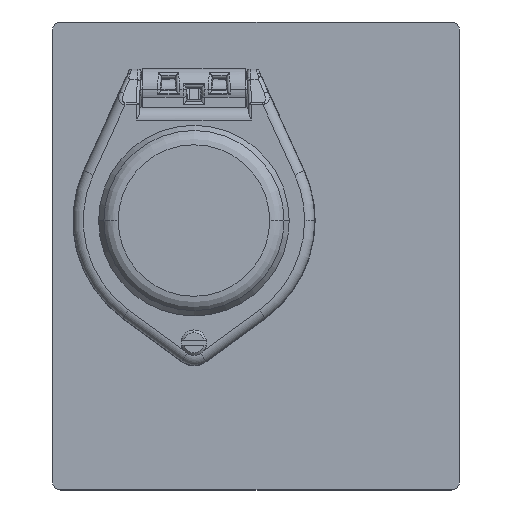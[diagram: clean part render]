
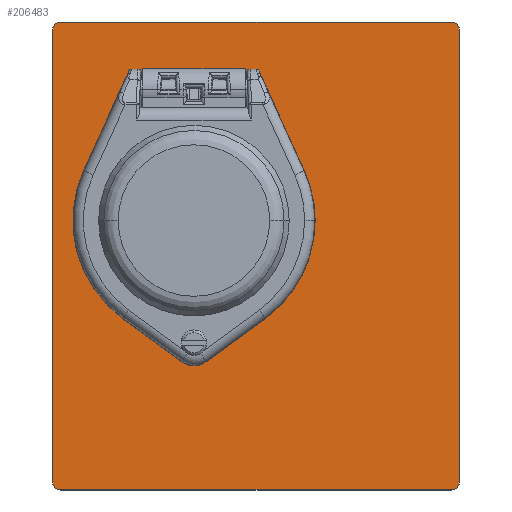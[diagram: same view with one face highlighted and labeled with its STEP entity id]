
A CAD part, top view. The second image highlights one B-rep face of the part: STEP entity #206483.
In plain terms, the highlighted planar face has unit normal (0, 0, 1).
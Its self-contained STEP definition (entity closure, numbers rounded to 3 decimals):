
#12816 = VERTEX_POINT ( 'NONE', #306775 ) ;
#24577 = VERTEX_POINT ( 'NONE', #142991 ) ;
#26875 = CARTESIAN_POINT ( 'NONE',  ( -98.722, 14.688, 1.524 ) ) ;
#34970 = DIRECTION ( 'NONE',  ( 0., -1., 0. ) ) ;
#35029 = FACE_BOUND ( 'NONE', #467177, .T. ) ;
#36311 = EDGE_CURVE ( 'NONE', #357959, #275801, #365679, .T. ) ;
#64860 = CARTESIAN_POINT ( 'NONE',  ( -97.605, 131.528, 1.524 ) ) ;
#78837 = B_SPLINE_CURVE_WITH_KNOTS ( 'NONE', 3,
 ( #161499, #338820, #117928, #295214 ),
 .UNSPECIFIED., .F., .F.,
 ( 4, 4 ),
 ( 0., 1. ),
 .UNSPECIFIED. ) ;
#84500 = CARTESIAN_POINT ( 'NONE',  ( -99.637, 130.614, 1.524 ) ) ;
#87437 = CIRCLE ( 'NONE', #152521, 28.448 ) ;
#99380 = B_SPLINE_CURVE_WITH_KNOTS ( 'NONE', 3,
 ( #111218, #157657, #26875, #370015 ),
 .UNSPECIFIED., .F., .F.,
 ( 4, 4 ),
 ( 0., 1. ),
 .UNSPECIFIED. ) ;
#111218 = CARTESIAN_POINT ( 'NONE',  ( -99.637, 16.72, 1.524 ) ) ;
#117928 = CARTESIAN_POINT ( 'NONE',  ( 1.963, 15.603, 1.524 ) ) ;
#123522 = DIRECTION ( 'NONE',  ( 1., 0., 0. ) ) ;
#125071 = FACE_OUTER_BOUND ( 'NONE', #235021, .T. ) ;
#127763 = CARTESIAN_POINT ( 'NONE',  ( 1.963, 129.496, 1.524 ) ) ;
#130542 = EDGE_CURVE ( 'NONE', #481288, #24577, #340711, .T. ) ;
#135681 = EDGE_CURVE ( 'NONE', #24577, #491072, #78837, .T. ) ;
#142991 = CARTESIAN_POINT ( 'NONE',  ( -0.069, 14.688, 1.524 ) ) ;
#152521 = AXIS2_PLACEMENT_3D ( 'NONE', #475226, #521682, #123522 ) ;
#157657 = CARTESIAN_POINT ( 'NONE',  ( -99.637, 15.603, 1.524 ) ) ;
#161499 = CARTESIAN_POINT ( 'NONE',  ( -0.069, 14.688, 1.524 ) ) ;
#175521 = EDGE_CURVE ( 'NONE', #184831, #481288, #99380, .T. ) ;
#184831 = VERTEX_POINT ( 'NONE', #292730 ) ;
#192781 = DIRECTION ( 'NONE',  ( -1., 0., 0. ) ) ;
#200505 = DIRECTION ( 'NONE',  ( 1., 0., 0. ) ) ;
#206483 = ADVANCED_FACE ( 'NONE', ( #125071, #35029 ), #215124, .T. ) ;
#215124 = PLANE ( 'NONE',  #570951 ) ;
#235021 = EDGE_LOOP ( 'NONE', ( #416518, #355039, #481961, #538519, #294143, #512094, #402843, #557966 ) ) ;
#250404 = CARTESIAN_POINT ( 'NONE',  ( 1.963, 16.72, 1.524 ) ) ;
#258566 = CARTESIAN_POINT ( 'NONE',  ( -0.069, 131.528, 1.524 ) ) ;
#263635 = VERTEX_POINT ( 'NONE', #411777 ) ;
#273136 = AXIS2_PLACEMENT_3D ( 'NONE', #377833, #511469, #200505 ) ;
#275801 = VERTEX_POINT ( 'NONE', #511651 ) ;
#292730 = CARTESIAN_POINT ( 'NONE',  ( -99.637, 16.72, 1.524 ) ) ;
#294143 = ORIENTED_EDGE ( 'NONE', *, *, #135681, .T. ) ;
#295214 = CARTESIAN_POINT ( 'NONE',  ( 1.963, 16.72, 1.524 ) ) ;
#306775 = CARTESIAN_POINT ( 'NONE',  ( 1.963, 129.496, 1.524 ) ) ;
#310959 = DIRECTION ( 'NONE',  ( 0., 0., 1. ) ) ;
#337842 = CARTESIAN_POINT ( 'NONE',  ( -0.069, 14.688, 1.524 ) ) ;
#338820 = CARTESIAN_POINT ( 'NONE',  ( 1.049, 14.688, 1.524 ) ) ;
#340202 = CARTESIAN_POINT ( 'NONE',  ( -99.637, 16.72, 1.524 ) ) ;
#340711 = LINE ( 'NONE', #337842, #458679 ) ;
#348847 = CARTESIAN_POINT ( 'NONE',  ( -99.04, 130.931, 1.524 ) ) ;
#349012 = CARTESIAN_POINT ( 'NONE',  ( -97.605, 131.528, 1.524 ) ) ;
#355039 = ORIENTED_EDGE ( 'NONE', *, *, #572697, .T. ) ;
#357283 = CARTESIAN_POINT ( 'NONE',  ( 1.963, 130.614, 1.524 ) ) ;
#357959 = VERTEX_POINT ( 'NONE', #515615 ) ;
#364158 = EDGE_CURVE ( 'NONE', #12816, #263635, #408850, .T. ) ;
#365679 = CIRCLE ( 'NONE', #273136, 28.448 ) ;
#370015 = CARTESIAN_POINT ( 'NONE',  ( -97.605, 14.688, 1.524 ) ) ;
#371902 = DIRECTION ( 'NONE',  ( 0., 1., 0. ) ) ;
#377833 = CARTESIAN_POINT ( 'NONE',  ( -64.331, 81.922, 1.524 ) ) ;
#379979 = CARTESIAN_POINT ( 'NONE',  ( -97.605, 131.528, 1.524 ) ) ;
#393373 = EDGE_CURVE ( 'NONE', #275801, #357959, #87437, .T. ) ;
#402843 = ORIENTED_EDGE ( 'NONE', *, *, #364158, .T. ) ;
#408850 = B_SPLINE_CURVE_WITH_KNOTS ( 'NONE', 3,
 ( #127763, #357283, #482311, #258566 ),
 .UNSPECIFIED., .F., .F.,
 ( 4, 4 ),
 ( 0., 1. ),
 .UNSPECIFIED. ) ;
#411777 = CARTESIAN_POINT ( 'NONE',  ( -0.069, 131.528, 1.524 ) ) ;
#412739 = CARTESIAN_POINT ( 'NONE',  ( -97.605, 14.688, 1.524 ) ) ;
#413724 = LINE ( 'NONE', #64860, #464860 ) ;
#416518 = ORIENTED_EDGE ( 'NONE', *, *, #466629, .T. ) ;
#417631 = VECTOR ( 'NONE', #34970, 1000. ) ;
#429142 = VECTOR ( 'NONE', #371902, 1000. ) ;
#432220 = EDGE_CURVE ( 'NONE', #263635, #554963, #413724, .T. ) ;
#433122 = LINE ( 'NONE', #340202, #417631 ) ;
#451667 = EDGE_CURVE ( 'NONE', #491072, #12816, #560544, .T. ) ;
#453466 = B_SPLINE_CURVE_WITH_KNOTS ( 'NONE', 3,
 ( #349012, #526268, #84500, #474066 ),
 .UNSPECIFIED., .F., .F.,
 ( 4, 4 ),
 ( 0., 1. ),
 .UNSPECIFIED. ) ;
#458679 = VECTOR ( 'NONE', #561528, 1000. ) ;
#464860 = VECTOR ( 'NONE', #192781, 1000. ) ;
#466629 = EDGE_CURVE ( 'NONE', #554963, #479973, #453466, .T. ) ;
#467177 = EDGE_LOOP ( 'NONE', ( #474848, #484481 ) ) ;
#474066 = CARTESIAN_POINT ( 'NONE',  ( -99.637, 129.496, 1.524 ) ) ;
#474848 = ORIENTED_EDGE ( 'NONE', *, *, #36311, .F. ) ;
#475226 = CARTESIAN_POINT ( 'NONE',  ( -64.331, 81.922, 1.524 ) ) ;
#477238 = CARTESIAN_POINT ( 'NONE',  ( -99.637, 129.496, 1.524 ) ) ;
#479973 = VERTEX_POINT ( 'NONE', #477238 ) ;
#481288 = VERTEX_POINT ( 'NONE', #412739 ) ;
#481961 = ORIENTED_EDGE ( 'NONE', *, *, #175521, .T. ) ;
#482311 = CARTESIAN_POINT ( 'NONE',  ( 1.049, 131.528, 1.524 ) ) ;
#484481 = ORIENTED_EDGE ( 'NONE', *, *, #393373, .F. ) ;
#491072 = VERTEX_POINT ( 'NONE', #250404 ) ;
#511469 = DIRECTION ( 'NONE',  ( 0., 0., 1. ) ) ;
#511651 = CARTESIAN_POINT ( 'NONE',  ( -35.883, 81.922, 1.524 ) ) ;
#512094 = ORIENTED_EDGE ( 'NONE', *, *, #451667, .T. ) ;
#515615 = CARTESIAN_POINT ( 'NONE',  ( -92.779, 81.922, 1.524 ) ) ;
#521682 = DIRECTION ( 'NONE',  ( 0., 0., 1. ) ) ;
#526268 = CARTESIAN_POINT ( 'NONE',  ( -98.722, 131.528, 1.524 ) ) ;
#538519 = ORIENTED_EDGE ( 'NONE', *, *, #130542, .T. ) ;
#552000 = CARTESIAN_POINT ( 'NONE',  ( 1.963, 129.496, 1.524 ) ) ;
#554963 = VERTEX_POINT ( 'NONE', #379979 ) ;
#557966 = ORIENTED_EDGE ( 'NONE', *, *, #432220, .T. ) ;
#560544 = LINE ( 'NONE', #552000, #429142 ) ;
#561528 = DIRECTION ( 'NONE',  ( 1., 0., 0. ) ) ;
#570951 = AXIS2_PLACEMENT_3D ( 'NONE', #348847, #310959, #572540 ) ;
#572540 = DIRECTION ( 'NONE',  ( 1., 0., 0. ) ) ;
#572697 = EDGE_CURVE ( 'NONE', #479973, #184831, #433122, .T. ) ;
